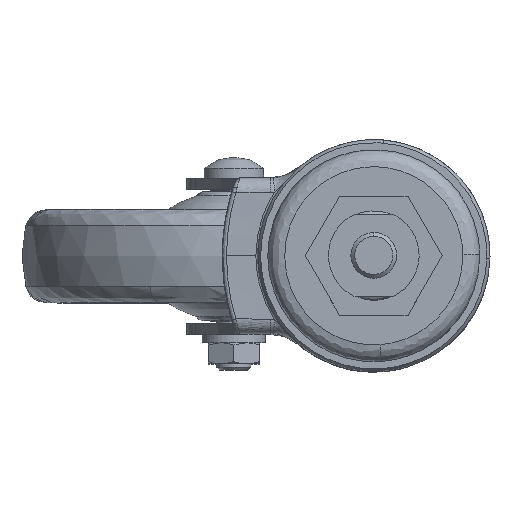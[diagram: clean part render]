
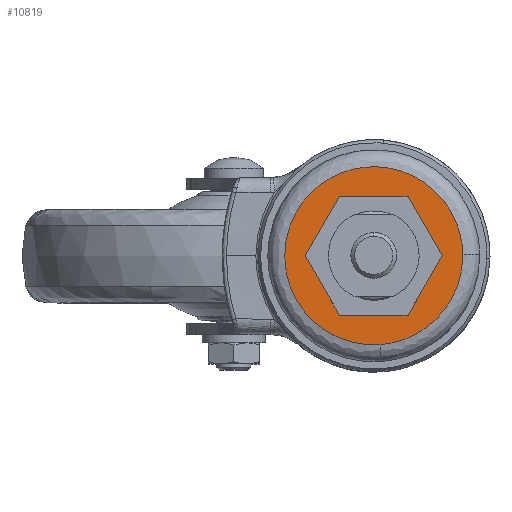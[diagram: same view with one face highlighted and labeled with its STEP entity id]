
A CAD part, top view. The second image highlights one B-rep face of the part: STEP entity #10819.
In plain terms, the highlighted free-form (B-spline) face has degree [1, 1] with [2, 2] control points.
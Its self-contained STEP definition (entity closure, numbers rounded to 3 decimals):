
#6173=CARTESIAN_POINT('',(-8.927,-3.532,-2.499));
#6174=VERTEX_POINT('',#6173);
#6180=CARTESIAN_POINT('',(0.753,-9.57,-2.499));
#6181=VERTEX_POINT('',#6180);
#6182=CARTESIAN_POINT('',(0.753,-9.57,-2.499));
#6183=CARTESIAN_POINT('',(0.377,-9.6,-2.499));
#6184=CARTESIAN_POINT('',(0.,-9.6,-2.499));
#6185=CARTESIAN_POINT('',(-6.526,-9.6,-2.499));
#6186=CARTESIAN_POINT('',(-8.927,-3.532,-2.499));
#6194=(BOUNDED_CURVE()B_SPLINE_CURVE(2,(#6182,#6183,#6184,#6185,#6186),.UNSPECIFIED.,.F.,.U.)B_SPLINE_CURVE_WITH_KNOTS((3,2,3),(0.736,0.75,0.938),.UNSPECIFIED.)CURVE()GEOMETRIC_REPRESENTATION_ITEM()RATIONAL_B_SPLINE_CURVE((0.97,0.984,1.0,0.78,0.89))REPRESENTATION_ITEM(''));
#6195=EDGE_CURVE('',#6181,#6174,#6194,.T.);
#6295=CARTESIAN_POINT('',(9.6,0.0,-2.499));
#6296=VERTEX_POINT('',#6295);
#6297=CARTESIAN_POINT('',(9.6,0.0,-2.499));
#6298=CARTESIAN_POINT('',(9.6,-8.874,-2.499));
#6299=CARTESIAN_POINT('',(0.753,-9.57,-2.499));
#6307=(BOUNDED_CURVE()B_SPLINE_CURVE(2,(#6297,#6298,#6299),.UNSPECIFIED.,.F.,.U.)B_SPLINE_CURVE_WITH_KNOTS((3,3),(0.5,0.736),.UNSPECIFIED.)CURVE()GEOMETRIC_REPRESENTATION_ITEM()RATIONAL_B_SPLINE_CURVE((1.0,0.723,0.97))REPRESENTATION_ITEM(''));
#6308=EDGE_CURVE('',#6296,#6181,#6307,.T.);
#6310=CARTESIAN_POINT('',(-9.6,0.0,-2.499));
#6311=VERTEX_POINT('',#6310);
#6312=CARTESIAN_POINT('',(-9.6,0.0,-2.499));
#6313=CARTESIAN_POINT('',(-9.6,9.6,-2.499));
#6314=CARTESIAN_POINT('',(0.,9.6,-2.499));
#6315=CARTESIAN_POINT('',(9.6,9.6,-2.499));
#6316=CARTESIAN_POINT('',(9.6,0.0,-2.499));
#6324=(BOUNDED_CURVE()B_SPLINE_CURVE(2,(#6312,#6313,#6314,#6315,#6316),.UNSPECIFIED.,.F.,.U.)B_SPLINE_CURVE_WITH_KNOTS((3,2,3),(0.0,0.25,0.5),.UNSPECIFIED.)CURVE()GEOMETRIC_REPRESENTATION_ITEM()RATIONAL_B_SPLINE_CURVE((1.0,0.707,1.0,0.707,1.0))REPRESENTATION_ITEM(''));
#6325=EDGE_CURVE('',#6311,#6296,#6324,.T.);
#6327=CARTESIAN_POINT('',(-8.927,-3.532,-2.499));
#6328=CARTESIAN_POINT('',(-9.6,-1.83,-2.499));
#6329=CARTESIAN_POINT('',(-9.6,0.0,-2.499));
#6337=(BOUNDED_CURVE()B_SPLINE_CURVE(2,(#6327,#6328,#6329),.UNSPECIFIED.,.F.,.U.)B_SPLINE_CURVE_WITH_KNOTS((3,3),(0.938,1.0),.UNSPECIFIED.)CURVE()GEOMETRIC_REPRESENTATION_ITEM()RATIONAL_B_SPLINE_CURVE((0.89,0.927,1.0))REPRESENTATION_ITEM(''));
#6338=EDGE_CURVE('',#6174,#6311,#6337,.T.);
#9136=CARTESIAN_POINT('',(1.464,-20.949,-2.499));
#9137=VERTEX_POINT('',#9136);
#9138=CARTESIAN_POINT('',(-21.0,0.0,-2.499));
#9139=VERTEX_POINT('',#9138);
#9140=CARTESIAN_POINT('',(1.464,-20.949,-2.499));
#9141=CARTESIAN_POINT('',(0.733,-21.,-2.499));
#9142=CARTESIAN_POINT('',(0.0,-21.0,-2.499));
#9143=CARTESIAN_POINT('',(-21.,-21.,-2.499));
#9144=CARTESIAN_POINT('',(-21.0,0.0,-2.499));
#9152=(BOUNDED_CURVE()B_SPLINE_CURVE(2,(#9140,#9141,#9142,#9143,#9144),.UNSPECIFIED.,.F.,.U.)B_SPLINE_CURVE_WITH_KNOTS((3,2,3),(0.738,0.75,1.0),.UNSPECIFIED.)CURVE()GEOMETRIC_REPRESENTATION_ITEM()RATIONAL_B_SPLINE_CURVE((0.973,0.986,1.0,0.707,1.0))REPRESENTATION_ITEM(''));
#9153=EDGE_CURVE('',#9137,#9139,#9152,.T.);
#9155=CARTESIAN_POINT('',(20.998,0.264,-2.499));
#9156=VERTEX_POINT('',#9155);
#9157=CARTESIAN_POINT('',(-21.0,0.0,-2.499));
#9158=CARTESIAN_POINT('',(-21.,21.,-2.499));
#9159=CARTESIAN_POINT('',(0.0,21.0,-2.499));
#9160=CARTESIAN_POINT('',(20.738,21.,-2.499));
#9161=CARTESIAN_POINT('',(20.998,0.264,-2.499));
#9169=(BOUNDED_CURVE()B_SPLINE_CURVE(2,(#9157,#9158,#9159,#9160,#9161),.UNSPECIFIED.,.F.,.U.)B_SPLINE_CURVE_WITH_KNOTS((3,2,3),(0.0,0.25,0.498),.UNSPECIFIED.)CURVE()GEOMETRIC_REPRESENTATION_ITEM()RATIONAL_B_SPLINE_CURVE((1.0,0.707,1.0,0.71,0.995))REPRESENTATION_ITEM(''));
#9170=EDGE_CURVE('',#9139,#9156,#9169,.T.);
#9254=CARTESIAN_POINT('',(21.0,0.0,-2.499));
#9255=VERTEX_POINT('',#9254);
#9256=CARTESIAN_POINT('',(21.0,0.0,-2.499));
#9257=CARTESIAN_POINT('',(21.,-19.583,-2.499));
#9258=CARTESIAN_POINT('',(1.464,-20.949,-2.499));
#9266=(BOUNDED_CURVE()B_SPLINE_CURVE(2,(#9256,#9257,#9258),.UNSPECIFIED.,.F.,.U.)B_SPLINE_CURVE_WITH_KNOTS((3,3),(0.5,0.738),.UNSPECIFIED.)CURVE()GEOMETRIC_REPRESENTATION_ITEM()RATIONAL_B_SPLINE_CURVE((1.0,0.721,0.973))REPRESENTATION_ITEM(''));
#9267=EDGE_CURVE('',#9255,#9137,#9266,.T.);
#9299=CARTESIAN_POINT('',(20.998,0.264,-2.499));
#9300=CARTESIAN_POINT('',(21.0,0.132,-2.499));
#9301=CARTESIAN_POINT('',(21.0,0.0,-2.499));
#9309=(BOUNDED_CURVE()B_SPLINE_CURVE(2,(#9299,#9300,#9301),.UNSPECIFIED.,.F.,.U.)B_SPLINE_CURVE_WITH_KNOTS((3,3),(0.498,0.5),.UNSPECIFIED.)CURVE()GEOMETRIC_REPRESENTATION_ITEM()RATIONAL_B_SPLINE_CURVE((0.995,0.997,1.0))REPRESENTATION_ITEM(''));
#9310=EDGE_CURVE('',#9156,#9255,#9309,.T.);
#10802=CARTESIAN_POINT('',(23.098,-23.095,-2.499));
#10803=CARTESIAN_POINT('',(-23.098,-23.095,-2.499));
#10804=CARTESIAN_POINT('',(23.098,23.097,-2.499));
#10805=CARTESIAN_POINT('',(-23.098,23.097,-2.499));
#10806=B_SPLINE_SURFACE_WITH_KNOTS('',1,1,((#10802,#10804),(#10803,#10805)),.UNSPECIFIED.,.F.,.F.,.U.,(2,2),(2,2),(0.0,46.196),(0.0,46.193),.UNSPECIFIED.);
#10807=ORIENTED_EDGE('',*,*,#9153,.F.);
#10808=ORIENTED_EDGE('',*,*,#9267,.F.);
#10809=ORIENTED_EDGE('',*,*,#9310,.F.);
#10810=ORIENTED_EDGE('',*,*,#9170,.F.);
#10811=EDGE_LOOP('',(#10807,#10808,#10809,#10810));
#10812=FACE_OUTER_BOUND('',#10811,.T.);
#10813=ORIENTED_EDGE('',*,*,#6325,.T.);
#10814=ORIENTED_EDGE('',*,*,#6308,.T.);
#10815=ORIENTED_EDGE('',*,*,#6195,.T.);
#10816=ORIENTED_EDGE('',*,*,#6338,.T.);
#10817=EDGE_LOOP('',(#10813,#10814,#10815,#10816));
#10818=FACE_BOUND('',#10817,.T.);
#10819=ADVANCED_FACE('',(#10812,#10818),#10806,.F.);
